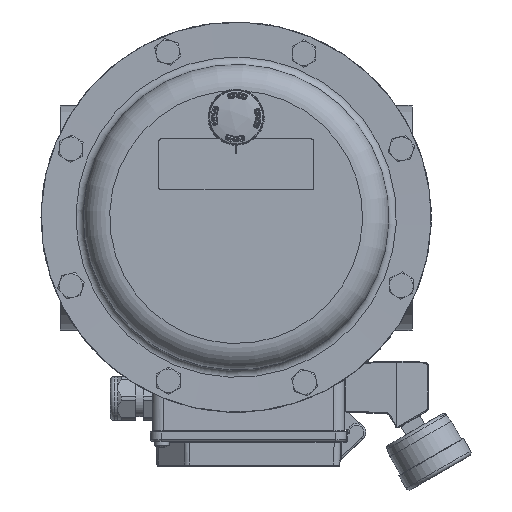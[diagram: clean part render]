
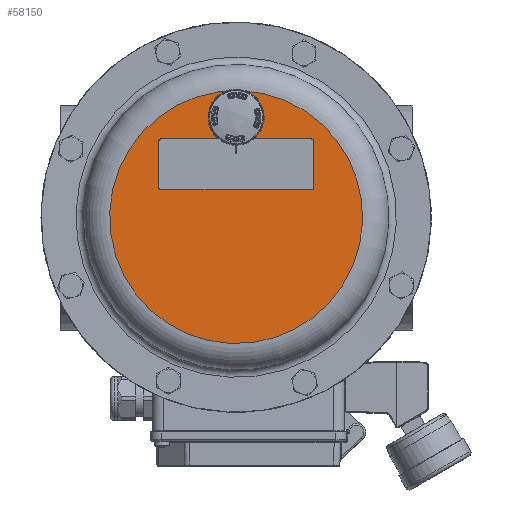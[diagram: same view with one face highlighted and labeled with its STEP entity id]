
A CAD part, top view. The second image highlights one B-rep face of the part: STEP entity #58150.
In plain terms, the highlighted planar face has unit normal (0, 0, 1).
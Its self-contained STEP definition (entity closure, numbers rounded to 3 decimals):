
#2802=FACE_BOUND('',#16177,.T.);
#2803=FACE_BOUND('',#16178,.T.);
#5110=LINE('',#115924,#8365);
#5114=LINE('',#115933,#8369);
#5117=LINE('',#115941,#8372);
#5120=LINE('',#115949,#8375);
#8365=VECTOR('',#74626,1000.);
#8369=VECTOR('',#74636,1000.);
#8372=VECTOR('',#74645,1000.);
#8375=VECTOR('',#74654,1000.);
#10226=PLANE('',#63024);
#12745=FACE_OUTER_BOUND('',#16176,.T.);
#16176=EDGE_LOOP('',(#46799));
#16177=EDGE_LOOP('',(#46800,#46801,#46802,#46803,#46804,#46805,#46806,#46807));
#16178=EDGE_LOOP('',(#46808,#46809));
#20378=CIRCLE('',#62308,10.35);
#20448=CIRCLE('',#62405,69.65);
#20701=CIRCLE('',#62966,1.);
#20702=CIRCLE('',#62969,1.);
#20703=CIRCLE('',#62972,1.);
#20704=CIRCLE('',#62975,1.);
#20705=CIRCLE('',#63025,10.35);
#24691=VERTEX_POINT('',#112578);
#24692=VERTEX_POINT('',#112579);
#24778=VERTEX_POINT('',#113163);
#25260=VERTEX_POINT('',#115922);
#25261=VERTEX_POINT('',#115923);
#25262=VERTEX_POINT('',#115928);
#25263=VERTEX_POINT('',#115932);
#25264=VERTEX_POINT('',#115936);
#25265=VERTEX_POINT('',#115940);
#25266=VERTEX_POINT('',#115944);
#25267=VERTEX_POINT('',#115948);
#31715=EDGE_CURVE('',#24691,#24692,#20378,.T.);
#31832=EDGE_CURVE('',#24778,#24778,#20448,.T.);
#32606=EDGE_CURVE('',#25260,#25261,#5110,.T.);
#32609=EDGE_CURVE('',#25261,#25262,#20701,.T.);
#32611=EDGE_CURVE('',#25262,#25263,#5114,.T.);
#32613=EDGE_CURVE('',#25263,#25264,#20702,.T.);
#32615=EDGE_CURVE('',#25264,#25265,#5117,.T.);
#32617=EDGE_CURVE('',#25265,#25266,#20703,.T.);
#32619=EDGE_CURVE('',#25266,#25267,#5120,.T.);
#32621=EDGE_CURVE('',#25267,#25260,#20704,.T.);
#32694=EDGE_CURVE('',#24692,#24691,#20705,.T.);
#46799=ORIENTED_EDGE('',*,*,#31832,.F.);
#46800=ORIENTED_EDGE('',*,*,#32621,.F.);
#46801=ORIENTED_EDGE('',*,*,#32619,.F.);
#46802=ORIENTED_EDGE('',*,*,#32617,.F.);
#46803=ORIENTED_EDGE('',*,*,#32615,.F.);
#46804=ORIENTED_EDGE('',*,*,#32613,.F.);
#46805=ORIENTED_EDGE('',*,*,#32611,.F.);
#46806=ORIENTED_EDGE('',*,*,#32609,.F.);
#46807=ORIENTED_EDGE('',*,*,#32606,.F.);
#46808=ORIENTED_EDGE('',*,*,#32694,.T.);
#46809=ORIENTED_EDGE('',*,*,#31715,.T.);
#58150=ADVANCED_FACE('',(#12745,#2802,#2803),#10226,.F.);
#62308=AXIS2_PLACEMENT_3D('',#112580,#73069,#73070);
#62405=AXIS2_PLACEMENT_3D('',#113165,#73289,#73290);
#62966=AXIS2_PLACEMENT_3D('',#115929,#74631,#74632);
#62969=AXIS2_PLACEMENT_3D('',#115937,#74640,#74641);
#62972=AXIS2_PLACEMENT_3D('',#115945,#74649,#74650);
#62975=AXIS2_PLACEMENT_3D('',#115952,#74658,#74659);
#63024=AXIS2_PLACEMENT_3D('',#116097,#74828,#74829);
#63025=AXIS2_PLACEMENT_3D('',#116098,#74830,#74831);
#73069=DIRECTION('center_axis',(0.,0.,
-1.));
#73070=DIRECTION('ref_axis',(-0.924,0.383,0.));
#73289=DIRECTION('center_axis',(0.,0.,
-1.));
#73290=DIRECTION('ref_axis',(-0.924,0.383,0.));
#74626=DIRECTION('',(0.,1.,0.));
#74631=DIRECTION('center_axis',(0.,0.,
1.));
#74632=DIRECTION('ref_axis',(0.,-1.,0.));
#74636=DIRECTION('',(-1.,0.,0.));
#74640=DIRECTION('center_axis',(0.,0.,
1.));
#74641=DIRECTION('ref_axis',(0.,-1.,0.));
#74645=DIRECTION('',(0.,-1.,0.));
#74649=DIRECTION('center_axis',(0.,0.,
1.));
#74650=DIRECTION('ref_axis',(0.,-1.,0.));
#74654=DIRECTION('',(1.,0.,0.));
#74658=DIRECTION('center_axis',(0.,0.,
1.));
#74659=DIRECTION('ref_axis',(0.,-1.,0.));
#74828=DIRECTION('center_axis',(0.,0.,
-1.));
#74829=DIRECTION('ref_axis',(-0.924,0.383,0.));
#74830=DIRECTION('center_axis',(0.,0.,
-1.));
#74831=DIRECTION('ref_axis',(-0.924,0.383,0.));
#112578=CARTESIAN_POINT('',(0.,65.35,300.));
#112579=CARTESIAN_POINT('',(0.,44.65,300.));
#112580=CARTESIAN_POINT('Origin',(0.,55.,300.));
#113163=CARTESIAN_POINT('',(64.348,-26.654,300.));
#113165=CARTESIAN_POINT('Origin',(0.,0.,
300.));
#115922=CARTESIAN_POINT('',(42.5,16.,300.));
#115923=CARTESIAN_POINT('',(42.5,42.,300.));
#115924=CARTESIAN_POINT('',(42.5,16.,300.));
#115928=CARTESIAN_POINT('',(41.5,43.,300.));
#115929=CARTESIAN_POINT('Origin',(41.5,42.,300.));
#115932=CARTESIAN_POINT('',(-41.5,43.,300.));
#115933=CARTESIAN_POINT('',(41.5,43.,300.));
#115936=CARTESIAN_POINT('',(-42.5,42.,300.));
#115937=CARTESIAN_POINT('Origin',(-41.5,42.,300.));
#115940=CARTESIAN_POINT('',(-42.5,16.,300.));
#115941=CARTESIAN_POINT('',(-42.5,16.,300.));
#115944=CARTESIAN_POINT('',(-41.5,15.,300.));
#115945=CARTESIAN_POINT('Origin',(-41.5,16.,300.));
#115948=CARTESIAN_POINT('',(41.5,15.,300.));
#115949=CARTESIAN_POINT('',(41.5,15.,300.));
#115952=CARTESIAN_POINT('Origin',(41.5,16.,300.));
#116097=CARTESIAN_POINT('Origin',(0.,0.,
300.));
#116098=CARTESIAN_POINT('Origin',(0.,55.,300.));
